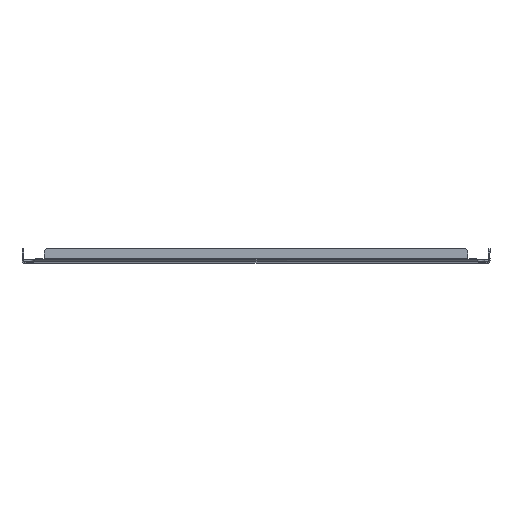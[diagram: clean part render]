
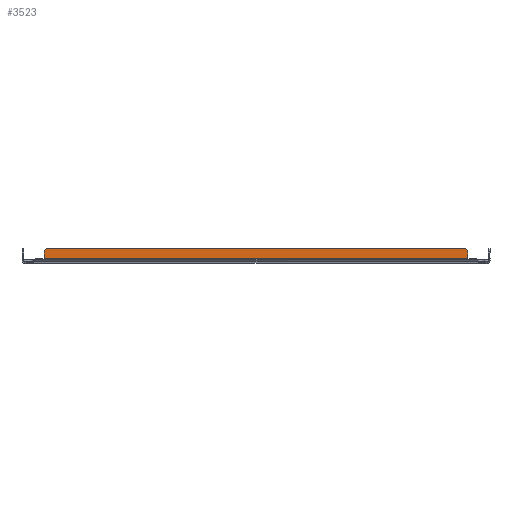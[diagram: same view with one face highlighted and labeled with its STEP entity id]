
A CAD part, top view. The second image highlights one B-rep face of the part: STEP entity #3523.
In plain terms, the highlighted planar face has unit normal (0, 0, 1).
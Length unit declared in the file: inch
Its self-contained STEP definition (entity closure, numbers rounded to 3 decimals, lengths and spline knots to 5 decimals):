
#204 = ORIENTED_EDGE ( 'NONE', *, *, #6624, .F. ) ;
#276 = EDGE_CURVE ( 'NONE', #3639, #571, #3377, .T. ) ;
#354 = EDGE_CURVE ( 'NONE', #7229, #2669, #1866, .T. ) ;
#571 = VERTEX_POINT ( 'NONE', #1781 ) ;
#670 = DIRECTION ( 'NONE',  ( 0., 1., 0. ) ) ;
#765 = ORIENTED_EDGE ( 'NONE', *, *, #5095, .T. ) ;
#948 = EDGE_LOOP ( 'NONE', ( #204, #5035, #2566, #6598, #1983, #765, #6297, #1792 ) ) ;
#1035 = CARTESIAN_POINT ( 'NONE',  ( -12.74, 0.171, 35.085 ) ) ;
#1168 = VERTEX_POINT ( 'NONE', #7217 ) ;
#1375 = VECTOR ( 'NONE', #7509, 39.37008 ) ;
#1434 = PLANE ( 'NONE',  #5004 ) ;
#1632 = VERTEX_POINT ( 'NONE', #3210 ) ;
#1753 = DIRECTION ( 'NONE',  ( 0., 1., 0. ) ) ;
#1781 = CARTESIAN_POINT ( 'NONE',  ( 12.615, 0.75, 35.085 ) ) ;
#1784 = VECTOR ( 'NONE', #2938, 39.37008 ) ;
#1792 = ORIENTED_EDGE ( 'NONE', *, *, #4529, .T. ) ;
#1866 = LINE ( 'NONE', #3220, #2447 ) ;
#1914 = VECTOR ( 'NONE', #1753, 39.37008 ) ;
#1983 = ORIENTED_EDGE ( 'NONE', *, *, #6039, .T. ) ;
#2028 = CARTESIAN_POINT ( 'NONE',  ( 12.74, 0.171, 35.085 ) ) ;
#2447 = VECTOR ( 'NONE', #3830, 39.37008 ) ;
#2566 = ORIENTED_EDGE ( 'NONE', *, *, #7591, .T. ) ;
#2581 = FACE_OUTER_BOUND ( 'NONE', #948, .T. ) ;
#2669 = VERTEX_POINT ( 'NONE', #1035 ) ;
#2938 = DIRECTION ( 'NONE',  ( -0.707, 0.707, 0. ) ) ;
#2951 = LINE ( 'NONE', #3953, #1375 ) ;
#2984 = CARTESIAN_POINT ( 'NONE',  ( -12.74, 0.625, 35.085 ) ) ;
#3067 = CARTESIAN_POINT ( 'NONE',  ( -12.803, 0.171, 35.085 ) ) ;
#3150 = DIRECTION ( 'NONE',  ( -1., 0., 0. ) ) ;
#3193 = LINE ( 'NONE', #4277, #7517 ) ;
#3210 = CARTESIAN_POINT ( 'NONE',  ( -12.615, 0.75, 35.085 ) ) ;
#3220 = CARTESIAN_POINT ( 'NONE',  ( -12.74, 0.171, 35.085 ) ) ;
#3377 = LINE ( 'NONE', #5294, #1784 ) ;
#3523 = ADVANCED_FACE ( 'NONE', ( #2581 ), #1434, .F. ) ;
#3639 = VERTEX_POINT ( 'NONE', #4443 ) ;
#3666 = VERTEX_POINT ( 'NONE', #7435 ) ;
#3830 = DIRECTION ( 'NONE',  ( 0., -1., 0. ) ) ;
#3953 = CARTESIAN_POINT ( 'NONE',  ( -12.615, 0.75, 35.085 ) ) ;
#4049 = VERTEX_POINT ( 'NONE', #2028 ) ;
#4277 = CARTESIAN_POINT ( 'NONE',  ( -14.664, 0.75, 35.085 ) ) ;
#4297 = DIRECTION ( 'NONE',  ( 0., 0., -1. ) ) ;
#4360 = DIRECTION ( 'NONE',  ( 0., 0., -1. ) ) ;
#4443 = CARTESIAN_POINT ( 'NONE',  ( 12.74, 0.625, 35.085 ) ) ;
#4529 = EDGE_CURVE ( 'NONE', #2669, #3666, #6378, .T. ) ;
#4681 = CARTESIAN_POINT ( 'NONE',  ( 12.74, 0.75, 35.085 ) ) ;
#4943 = DIRECTION ( 'NONE',  ( 0., 1., 0. ) ) ;
#4981 = AXIS2_PLACEMENT_3D ( 'NONE', #6712, #4360, #4943 ) ;
#4985 = CARTESIAN_POINT ( 'NONE',  ( -14.664, 0.75, 35.085 ) ) ;
#5004 = AXIS2_PLACEMENT_3D ( 'NONE', #4985, #6180, #5530 ) ;
#5035 = ORIENTED_EDGE ( 'NONE', *, *, #5196, .T. ) ;
#5095 = EDGE_CURVE ( 'NONE', #1632, #7229, #2951, .T. ) ;
#5196 = EDGE_CURVE ( 'NONE', #1168, #4049, #6548, .T. ) ;
#5294 = CARTESIAN_POINT ( 'NONE',  ( 12.74, 0.625, 35.085 ) ) ;
#5530 = DIRECTION ( 'NONE',  ( 0., 1., 0. ) ) ;
#5644 = LINE ( 'NONE', #6679, #6298 ) ;
#6039 = EDGE_CURVE ( 'NONE', #571, #1632, #3193, .T. ) ;
#6180 = DIRECTION ( 'NONE',  ( 0., 0., -1. ) ) ;
#6297 = ORIENTED_EDGE ( 'NONE', *, *, #354, .T. ) ;
#6298 = VECTOR ( 'NONE', #3150, 39.37008 ) ;
#6378 = CIRCLE ( 'NONE', #6996, 0.063 ) ;
#6548 = CIRCLE ( 'NONE', #4981, 0.063 ) ;
#6598 = ORIENTED_EDGE ( 'NONE', *, *, #276, .T. ) ;
#6600 = DIRECTION ( 'NONE',  ( -1., 0., 0. ) ) ;
#6624 = EDGE_CURVE ( 'NONE', #1168, #3666, #5644, .T. ) ;
#6679 = CARTESIAN_POINT ( 'NONE',  ( 13.37525, 0.143, 35.085 ) ) ;
#6712 = CARTESIAN_POINT ( 'NONE',  ( 12.803, 0.171, 35.085 ) ) ;
#6913 = LINE ( 'NONE', #4681, #1914 ) ;
#6996 = AXIS2_PLACEMENT_3D ( 'NONE', #3067, #4297, #670 ) ;
#7217 = CARTESIAN_POINT ( 'NONE',  ( 12.74656, 0.143, 35.085 ) ) ;
#7229 = VERTEX_POINT ( 'NONE', #2984 ) ;
#7435 = CARTESIAN_POINT ( 'NONE',  ( -12.74656, 0.143, 35.085 ) ) ;
#7509 = DIRECTION ( 'NONE',  ( -0.707, -0.707, 0. ) ) ;
#7517 = VECTOR ( 'NONE', #6600, 39.37008 ) ;
#7591 = EDGE_CURVE ( 'NONE', #4049, #3639, #6913, .T. ) ;
